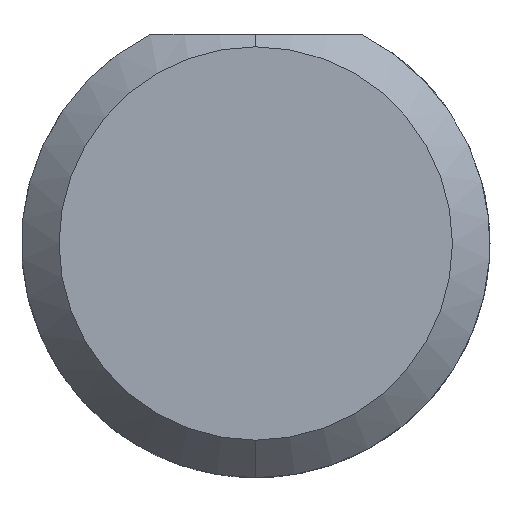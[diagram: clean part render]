
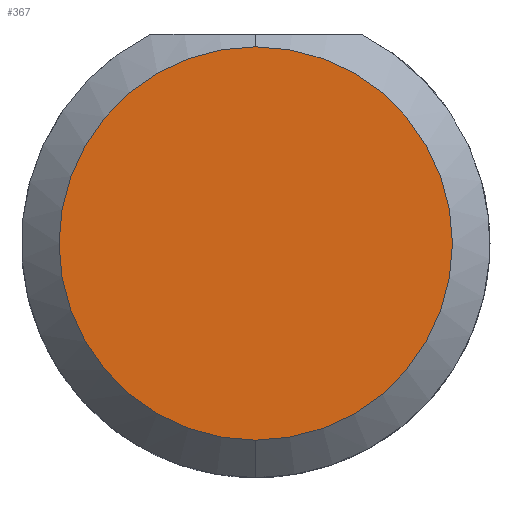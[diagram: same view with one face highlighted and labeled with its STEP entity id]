
A CAD part, left-side view. The second image highlights one B-rep face of the part: STEP entity #367.
In plain terms, the highlighted planar face has unit normal (-1, 0, 0).
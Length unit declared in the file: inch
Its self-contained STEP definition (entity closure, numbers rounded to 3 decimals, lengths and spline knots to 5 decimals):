
#100 = CARTESIAN_POINT ( 'NONE',  ( 0., 0., 0. ) ) ;
#104 = CIRCLE ( 'NONE', #525, 0.0786 ) ;
#151 = DIRECTION ( 'NONE',  ( 0., 0., 1. ) ) ;
#153 = CARTESIAN_POINT ( 'NONE',  ( 0., 0., -0.0786 ) ) ;
#159 = AXIS2_PLACEMENT_3D ( 'NONE', #492, #249, #352 ) ;
#236 = CARTESIAN_POINT ( 'NONE',  ( 0., 0., 0.0786 ) ) ;
#249 = DIRECTION ( 'NONE',  ( -1., 0., 0. ) ) ;
#282 = CARTESIAN_POINT ( 'NONE',  ( 0., 0., 0. ) ) ;
#285 = ORIENTED_EDGE ( 'NONE', *, *, #442, .T. ) ;
#288 = PLANE ( 'NONE',  #368 ) ;
#345 = EDGE_LOOP ( 'NONE', ( #488, #285 ) ) ;
#351 = VERTEX_POINT ( 'NONE', #236 ) ;
#352 = DIRECTION ( 'NONE',  ( 0., 0., 1. ) ) ;
#367 = ADVANCED_FACE ( 'NONE', ( #465 ), #288, .F. ) ;
#368 = AXIS2_PLACEMENT_3D ( 'NONE', #282, #518, #475 ) ;
#442 = EDGE_CURVE ( 'NONE', #351, #556, #104, .T. ) ;
#465 = FACE_OUTER_BOUND ( 'NONE', #345, .T. ) ;
#475 = DIRECTION ( 'NONE',  ( 0., 0., -1. ) ) ;
#488 = ORIENTED_EDGE ( 'NONE', *, *, #502, .T. ) ;
#492 = CARTESIAN_POINT ( 'NONE',  ( 0., 0., 0. ) ) ;
#502 = EDGE_CURVE ( 'NONE', #556, #351, #614, .T. ) ;
#518 = DIRECTION ( 'NONE',  ( 1., 0., 0. ) ) ;
#520 = DIRECTION ( 'NONE',  ( -1., 0., 0. ) ) ;
#525 = AXIS2_PLACEMENT_3D ( 'NONE', #100, #520, #151 ) ;
#556 = VERTEX_POINT ( 'NONE', #153 ) ;
#614 = CIRCLE ( 'NONE', #159, 0.0786 ) ;
